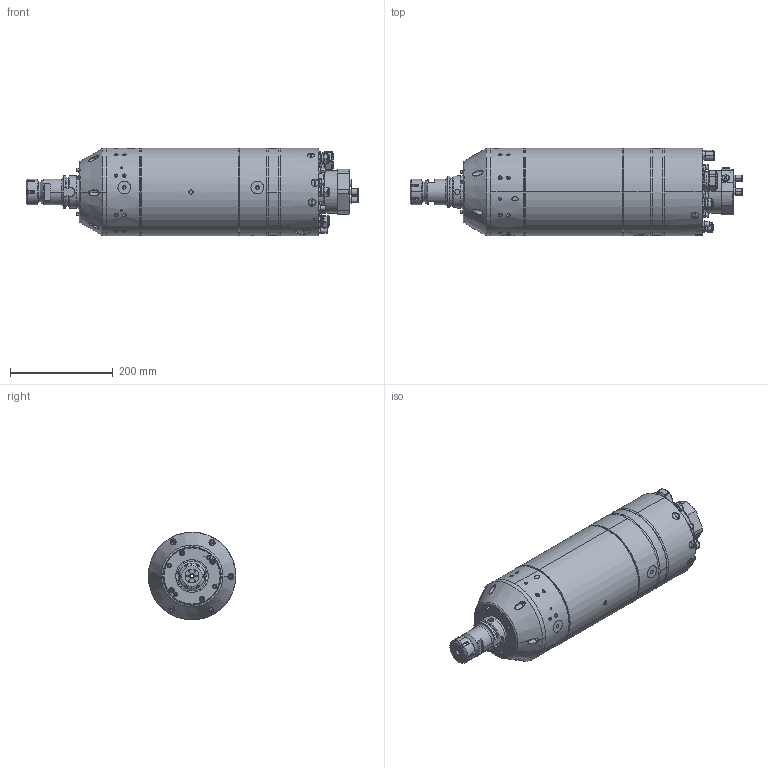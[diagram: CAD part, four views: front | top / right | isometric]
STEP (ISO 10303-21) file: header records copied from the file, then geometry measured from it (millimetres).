
FILE_DESCRIPTION (( 'STEP AP203' ), '1' );
FILE_NAME ('170AI20HK-00-.STEP', '2011-09-13T08:19:36', ( 'FM10CAD1' ), ( 'IBAG Switzerland AG' ), 'SwSTEP 2.0', 'SolidWorks 2010', '' );
FILE_SCHEMA (( 'CONFIG_CONTROL_DESIGN' ));
Length unit declared in the file: millimetre
Products named in the file (1): 170AI20HK-00-
Bounding box: 644.92 x 170 x 170 mm (x, y, z)
Surface area: 420943.3 mm2 (no closed solid volume)
Topology: 0 solids, 139 shells, 1305 faces, 4020 edges, 2823 vertices
Faces by surface type: plane 540, cylinder 496, cone 122, torus 103, bspline 24, sphere 20
Entity records: 52269 total; most frequent: CARTESIAN_POINT 15963, DIRECTION 8053, ORIENTED_EDGE 6452, EDGE_CURVE 3969, AXIS2_PLACEMENT_3D 3117, VERTEX_POINT 2808, CIRCLE 1835, LINE 1819
